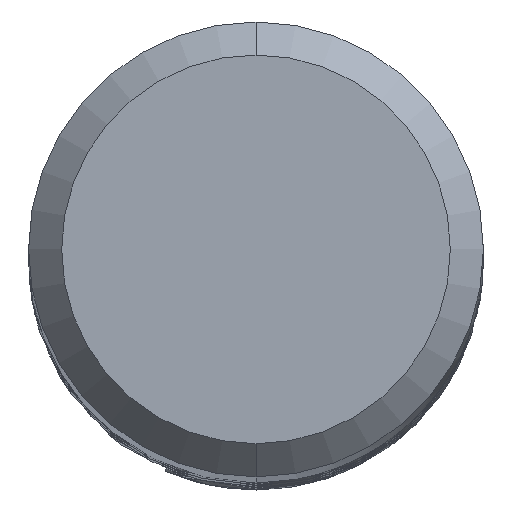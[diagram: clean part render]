
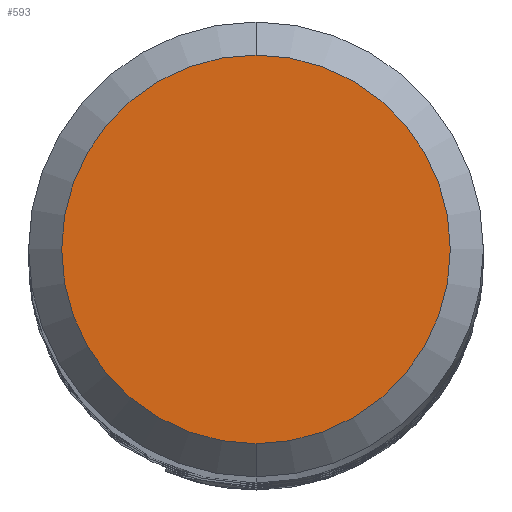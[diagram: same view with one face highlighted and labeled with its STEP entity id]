
A CAD part, top view. The second image highlights one B-rep face of the part: STEP entity #593.
In plain terms, the highlighted planar face has unit normal (0, 0, 1).
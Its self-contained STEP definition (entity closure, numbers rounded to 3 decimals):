
#411=EDGE_CURVE('',#557,#751,#924,.T.);
#505=EDGE_CURVE('',#751,#557,#1026,.T.);
#557=VERTEX_POINT('',#1083);
#593=ADVANCED_FACE('',(#1123),#1124,.T.);
#751=VERTEX_POINT('',#1294);
#924=CIRCLE('',#2513,2.35);
#1026=CIRCLE('',#3581,2.35);
#1083=CARTESIAN_POINT('',(0.0,2.35,0.0));
#1123=FACE_OUTER_BOUND('',#6234,.T.);
#1124=PLANE('',#6235);
#1294=CARTESIAN_POINT('',(0.,-2.35,0.0));
#2513=AXIS2_PLACEMENT_3D('',#8235,#8236,#8237);
#3581=AXIS2_PLACEMENT_3D('',#8340,#8341,#8342);
#6234=EDGE_LOOP('',(#8437,#8438));
#6235=AXIS2_PLACEMENT_3D('',#8439,#8440,#8441);
#8235=CARTESIAN_POINT('',(0.0,0.0,0.0));
#8236=DIRECTION('',(0.0,0.0,-1.0));
#8237=DIRECTION('',(0.0,1.0,0.0));
#8340=CARTESIAN_POINT('',(0.0,0.0,0.0));
#8341=DIRECTION('',(0.0,0.0,-1.0));
#8342=DIRECTION('',(0.0,1.0,0.0));
#8437=ORIENTED_EDGE('',*,*,#411,.F.);
#8438=ORIENTED_EDGE('',*,*,#505,.F.);
#8439=CARTESIAN_POINT('',(0.0,1.175,0.0));
#8440=DIRECTION('',(-0.0,0.0,1.0));
#8441=DIRECTION('',(0.0,-1.0,0.0));
